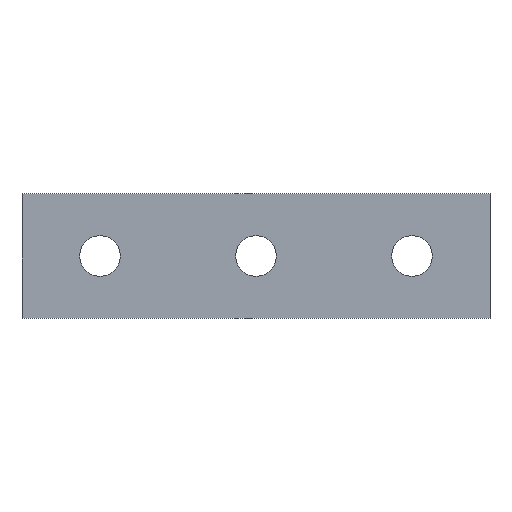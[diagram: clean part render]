
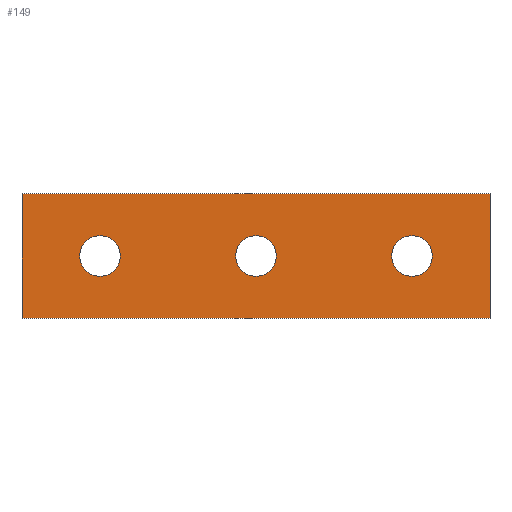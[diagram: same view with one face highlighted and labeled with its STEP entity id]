
A CAD part, top view. The second image highlights one B-rep face of the part: STEP entity #149.
In plain terms, the highlighted planar face has unit normal (0, 0, 1).
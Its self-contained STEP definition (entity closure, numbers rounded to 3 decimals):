
#1 = EDGE_CURVE ( 'NONE', #349, #169, #278, .T. ) ;
#8 = EDGE_CURVE ( 'NONE', #284, #284, #228, .T. ) ;
#12 = FACE_BOUND ( 'NONE', #205, .T. ) ;
#13 = VERTEX_POINT ( 'NONE', #44 ) ;
#24 = ORIENTED_EDGE ( 'NONE', *, *, #83, .F. ) ;
#25 = VECTOR ( 'NONE', #289, 1000. ) ;
#30 = CARTESIAN_POINT ( 'NONE',  ( -75., 20., 0. ) ) ;
#32 = CARTESIAN_POINT ( 'NONE',  ( 50., 0., 0. ) ) ;
#43 = DIRECTION ( 'NONE',  ( 1., 0., 0. ) ) ;
#44 = CARTESIAN_POINT ( 'NONE',  ( 6.5, 0., 0. ) ) ;
#45 = CARTESIAN_POINT ( 'NONE',  ( -50., 0., 0. ) ) ;
#46 = DIRECTION ( 'NONE',  ( 1., 0., 0. ) ) ;
#54 = VERTEX_POINT ( 'NONE', #99 ) ;
#57 = EDGE_CURVE ( 'NONE', #253, #54, #257, .T. ) ;
#61 = ORIENTED_EDGE ( 'NONE', *, *, #1, .T. ) ;
#62 = PLANE ( 'NONE',  #172 ) ;
#77 = ORIENTED_EDGE ( 'NONE', *, *, #238, .T. ) ;
#83 = EDGE_CURVE ( 'NONE', #258, #258, #157, .T. ) ;
#87 = FACE_BOUND ( 'NONE', #239, .T. ) ;
#89 = EDGE_LOOP ( 'NONE', ( #132 ) ) ;
#93 = DIRECTION ( 'NONE',  ( -1., 0., 0. ) ) ;
#95 = EDGE_LOOP ( 'NONE', ( #77, #61, #246, #222 ) ) ;
#99 = CARTESIAN_POINT ( 'NONE',  ( 75., -20., 0. ) ) ;
#112 = CIRCLE ( 'NONE', #195, 6.5 ) ;
#116 = AXIS2_PLACEMENT_3D ( 'NONE', #45, #160, #285 ) ;
#121 = DIRECTION ( 'NONE',  ( 0., 0., 1. ) ) ;
#130 = DIRECTION ( 'NONE',  ( 0., 1., 0. ) ) ;
#132 = ORIENTED_EDGE ( 'NONE', *, *, #8, .F. ) ;
#134 = CARTESIAN_POINT ( 'NONE',  ( -43.5, 0., 0. ) ) ;
#139 = AXIS2_PLACEMENT_3D ( 'NONE', #32, #282, #254 ) ;
#149 = ADVANCED_FACE ( 'NONE', ( #12, #171, #87, #248 ), #62, .T. ) ;
#153 = LINE ( 'NONE', #294, #182 ) ;
#157 = CIRCLE ( 'NONE', #116, 6.5 ) ;
#160 = DIRECTION ( 'NONE',  ( 0., 0., 1. ) ) ;
#164 = VECTOR ( 'NONE', #43, 1000. ) ;
#169 = VERTEX_POINT ( 'NONE', #230 ) ;
#171 = FACE_BOUND ( 'NONE', #89, .T. ) ;
#172 = AXIS2_PLACEMENT_3D ( 'NONE', #305, #121, #276 ) ;
#182 = VECTOR ( 'NONE', #130, 1000. ) ;
#188 = CARTESIAN_POINT ( 'NONE',  ( 0., 0., 0. ) ) ;
#195 = AXIS2_PLACEMENT_3D ( 'NONE', #188, #237, #46 ) ;
#197 = ORIENTED_EDGE ( 'NONE', *, *, #320, .F. ) ;
#205 = EDGE_LOOP ( 'NONE', ( #24 ) ) ;
#214 = CARTESIAN_POINT ( 'NONE',  ( -75., 20., 0. ) ) ;
#216 = CARTESIAN_POINT ( 'NONE',  ( -75., -20., 0. ) ) ;
#222 = ORIENTED_EDGE ( 'NONE', *, *, #57, .T. ) ;
#228 = CIRCLE ( 'NONE', #139, 6.5 ) ;
#230 = CARTESIAN_POINT ( 'NONE',  ( -75., 20., 0. ) ) ;
#237 = DIRECTION ( 'NONE',  ( 0., 0., 1. ) ) ;
#238 = EDGE_CURVE ( 'NONE', #54, #349, #153, .T. ) ;
#239 = EDGE_LOOP ( 'NONE', ( #197 ) ) ;
#246 = ORIENTED_EDGE ( 'NONE', *, *, #295, .T. ) ;
#248 = FACE_OUTER_BOUND ( 'NONE', #95, .T. ) ;
#253 = VERTEX_POINT ( 'NONE', #216 ) ;
#254 = DIRECTION ( 'NONE',  ( 1., 0., 0. ) ) ;
#257 = LINE ( 'NONE', #293, #164 ) ;
#258 = VERTEX_POINT ( 'NONE', #134 ) ;
#262 = VECTOR ( 'NONE', #93, 1000. ) ;
#276 = DIRECTION ( 'NONE',  ( 1., 0., 0. ) ) ;
#278 = LINE ( 'NONE', #30, #262 ) ;
#282 = DIRECTION ( 'NONE',  ( 0., 0., 1. ) ) ;
#284 = VERTEX_POINT ( 'NONE', #314 ) ;
#285 = DIRECTION ( 'NONE',  ( 1., 0., 0. ) ) ;
#289 = DIRECTION ( 'NONE',  ( 0., -1., 0. ) ) ;
#293 = CARTESIAN_POINT ( 'NONE',  ( -75., -20., 0. ) ) ;
#294 = CARTESIAN_POINT ( 'NONE',  ( 75., 20., 0. ) ) ;
#295 = EDGE_CURVE ( 'NONE', #169, #253, #316, .T. ) ;
#305 = CARTESIAN_POINT ( 'NONE',  ( 0., 0., 0. ) ) ;
#314 = CARTESIAN_POINT ( 'NONE',  ( 56.5, 0., 0. ) ) ;
#316 = LINE ( 'NONE', #214, #25 ) ;
#318 = CARTESIAN_POINT ( 'NONE',  ( 75., 20., 0. ) ) ;
#320 = EDGE_CURVE ( 'NONE', #13, #13, #112, .T. ) ;
#349 = VERTEX_POINT ( 'NONE', #318 ) ;
